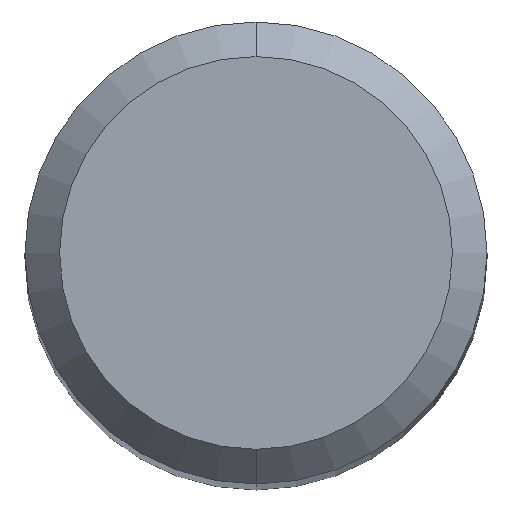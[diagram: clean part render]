
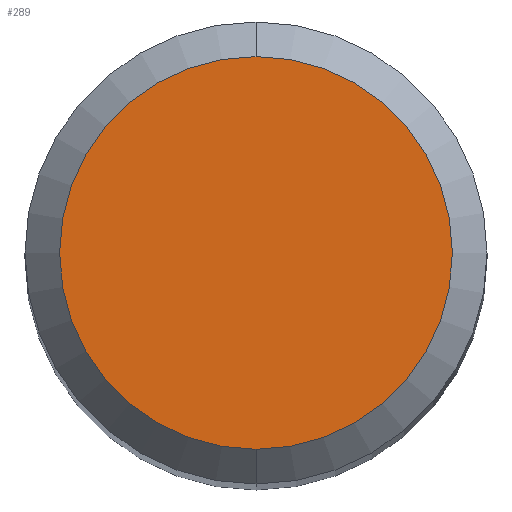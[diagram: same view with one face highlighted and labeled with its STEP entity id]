
A CAD part, top view. The second image highlights one B-rep face of the part: STEP entity #289.
In plain terms, the highlighted planar face has unit normal (0, 0, 1).
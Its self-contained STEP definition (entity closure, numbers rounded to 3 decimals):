
#213=EDGE_CURVE('',#301,#405,#501,.T.);
#243=EDGE_CURVE('',#405,#301,#535,.T.);
#289=ADVANCED_FACE('',(#589),#590,.T.);
#301=VERTEX_POINT('',#602);
#405=VERTEX_POINT('',#716);
#501=CIRCLE('',#886,1.7);
#535=CIRCLE('',#947,1.7);
#589=FACE_OUTER_BOUND('',#1053,.T.);
#590=PLANE('',#1054);
#602=CARTESIAN_POINT('',(0.0,1.7,0.0));
#716=CARTESIAN_POINT('',(0.,-1.7,0.0));
#886=AXIS2_PLACEMENT_3D('',#1414,#1415,#1416);
#947=AXIS2_PLACEMENT_3D('',#1455,#1456,#1457);
#1053=EDGE_LOOP('',(#1530,#1531));
#1054=AXIS2_PLACEMENT_3D('',#1532,#1533,#1534);
#1414=CARTESIAN_POINT('',(0.0,0.0,0.0));
#1415=DIRECTION('',(0.0,0.0,-1.0));
#1416=DIRECTION('',(0.0,1.0,0.0));
#1455=CARTESIAN_POINT('',(0.0,0.0,0.0));
#1456=DIRECTION('',(0.0,0.0,-1.0));
#1457=DIRECTION('',(0.0,1.0,0.0));
#1530=ORIENTED_EDGE('',*,*,#213,.F.);
#1531=ORIENTED_EDGE('',*,*,#243,.F.);
#1532=CARTESIAN_POINT('',(0.0,0.85,0.0));
#1533=DIRECTION('',(-0.0,0.0,1.0));
#1534=DIRECTION('',(0.0,-1.0,0.0));
